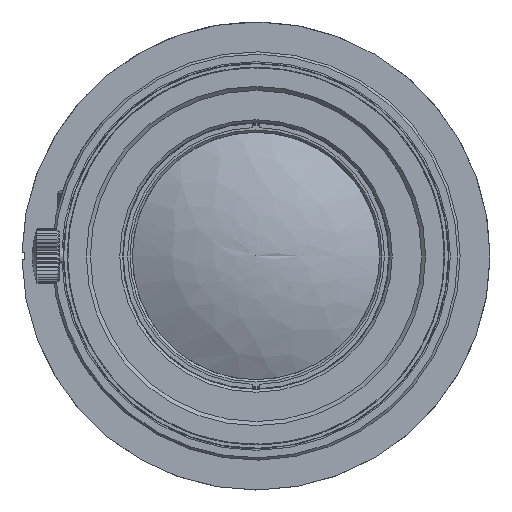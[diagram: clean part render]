
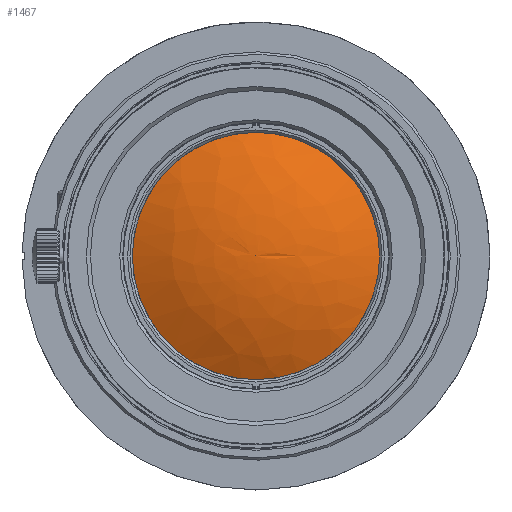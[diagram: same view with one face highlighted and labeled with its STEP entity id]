
A CAD part, left-side view. The second image highlights one B-rep face of the part: STEP entity #1467.
In plain terms, the highlighted free-form (B-spline) face has degree [3, 3] with [4, 7] control points.
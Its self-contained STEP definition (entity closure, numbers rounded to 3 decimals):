
#112=(
BOUNDED_SURFACE()
B_SPLINE_SURFACE(3,3,((#24676,#24677,#24678,#24679,#24680,#24681,#24682),
(#24683,#24684,#24685,#24686,#24687,#24688,#24689),(#24690,#24691,#24692,
#24693,#24694,#24695,#24696),(#24697,#24698,#24699,#24700,#24701,#24702,
#24703)),.UNSPECIFIED.,.F.,.T.,.F.)
B_SPLINE_SURFACE_WITH_KNOTS((4,4),(1,3,3,3,1),(0.,1.),(-0.5,0.,0.5,1.,1.5),
 .UNSPECIFIED.)
GEOMETRIC_REPRESENTATION_ITEM()
RATIONAL_B_SPLINE_SURFACE(((1.,0.333,0.333,1.,0.333,
0.333,1.),(0.981,0.327,0.327,
0.981,0.327,0.327,0.981),
(0.981,0.327,0.327,0.981,
0.327,0.327,0.981),(1.,0.333,
0.333,1.,0.333,0.333,1.)))
REPRESENTATION_ITEM('')
SURFACE()
);
#116=VERTEX_LOOP('',#9547);
#1467=ADVANCED_FACE('',(#3443,#3444),#112,.T.);
#3443=FACE_BOUND('',#116,.T.);
#3444=FACE_BOUND('',#4208,.T.);
#4208=EDGE_LOOP('',(#7894));
#7894=ORIENTED_EDGE('',*,*,#11395,.F.);
#9509=VERTEX_POINT('',#24545);
#9547=VERTEX_POINT('',#24675);
#11395=EDGE_CURVE('',#9509,#9509,#12499,.T.);
#12499=B_SPLINE_CURVE_WITH_KNOTS('',3,(#24527,#24528,#24529,#24530,#24531,
#24532,#24533,#24534,#24535,#24536,#24537,#24538,#24539,#24540,#24541,#24542,
#24543,#24544),.UNSPECIFIED.,.T.,.F.,(2,2,2,2,2,2,2,2,2,2,2),(-0.125,0.,
0.125,0.25,0.375,0.5,0.625,0.75,0.875,1.,1.125),.UNSPECIFIED.);
#24527=CARTESIAN_POINT('',(-63.951,15.75,-4.123));
#24528=CARTESIAN_POINT('',(-63.951,15.75,4.123));
#24529=CARTESIAN_POINT('',(-63.951,14.053,8.221));
#24530=CARTESIAN_POINT('',(-63.951,8.221,14.053));
#24531=CARTESIAN_POINT('',(-63.951,4.123,15.75));
#24532=CARTESIAN_POINT('',(-63.951,-4.123,15.75));
#24533=CARTESIAN_POINT('',(-63.951,-8.221,14.053));
#24534=CARTESIAN_POINT('',(-63.951,-14.053,8.221));
#24535=CARTESIAN_POINT('',(-63.951,-15.75,4.123));
#24536=CARTESIAN_POINT('',(-63.951,-15.75,-4.123));
#24537=CARTESIAN_POINT('',(-63.951,-14.053,-8.221));
#24538=CARTESIAN_POINT('',(-63.951,-8.221,-14.053));
#24539=CARTESIAN_POINT('',(-63.951,-4.123,-15.75));
#24540=CARTESIAN_POINT('',(-63.951,4.123,-15.75));
#24541=CARTESIAN_POINT('',(-63.951,8.221,-14.053));
#24542=CARTESIAN_POINT('',(-63.951,14.053,-8.221));
#24543=CARTESIAN_POINT('',(-63.951,15.75,-4.123));
#24544=CARTESIAN_POINT('',(-63.951,15.75,4.123));
#24545=CARTESIAN_POINT('',(-63.951,15.75,0.));
#24675=CARTESIAN_POINT('',(-67.758,0.,0.));
#24676=CARTESIAN_POINT('',(-67.758,0.,0.));
#24677=CARTESIAN_POINT('',(-67.758,0.,0.));
#24678=CARTESIAN_POINT('',(-67.758,0.,0.));
#24679=CARTESIAN_POINT('',(-67.758,0.,0.));
#24680=CARTESIAN_POINT('',(-67.758,0.,0.));
#24681=CARTESIAN_POINT('',(-67.758,0.,0.));
#24682=CARTESIAN_POINT('',(-67.758,0.,0.));
#24683=CARTESIAN_POINT('',(-67.753,-5.503,0.));
#24684=CARTESIAN_POINT('',(-67.753,-5.503,11.006));
#24685=CARTESIAN_POINT('',(-67.753,5.503,11.006));
#24686=CARTESIAN_POINT('',(-67.753,5.503,0.));
#24687=CARTESIAN_POINT('',(-67.753,5.503,-11.006));
#24688=CARTESIAN_POINT('',(-67.753,-5.503,-11.006));
#24689=CARTESIAN_POINT('',(-67.753,-5.503,0.));
#24690=CARTESIAN_POINT('',(-66.46,-10.852,0.));
#24691=CARTESIAN_POINT('',(-66.46,-10.852,21.704));
#24692=CARTESIAN_POINT('',(-66.46,10.852,21.704));
#24693=CARTESIAN_POINT('',(-66.46,10.852,0.));
#24694=CARTESIAN_POINT('',(-66.46,10.852,-21.704));
#24695=CARTESIAN_POINT('',(-66.46,-10.852,-21.704));
#24696=CARTESIAN_POINT('',(-66.46,-10.852,0.));
#24697=CARTESIAN_POINT('',(-63.951,-15.75,0.));
#24698=CARTESIAN_POINT('',(-63.951,-15.75,31.5));
#24699=CARTESIAN_POINT('',(-63.951,15.75,31.5));
#24700=CARTESIAN_POINT('',(-63.951,15.75,0.));
#24701=CARTESIAN_POINT('',(-63.951,15.75,-31.5));
#24702=CARTESIAN_POINT('',(-63.951,-15.75,-31.5));
#24703=CARTESIAN_POINT('',(-63.951,-15.75,0.));
